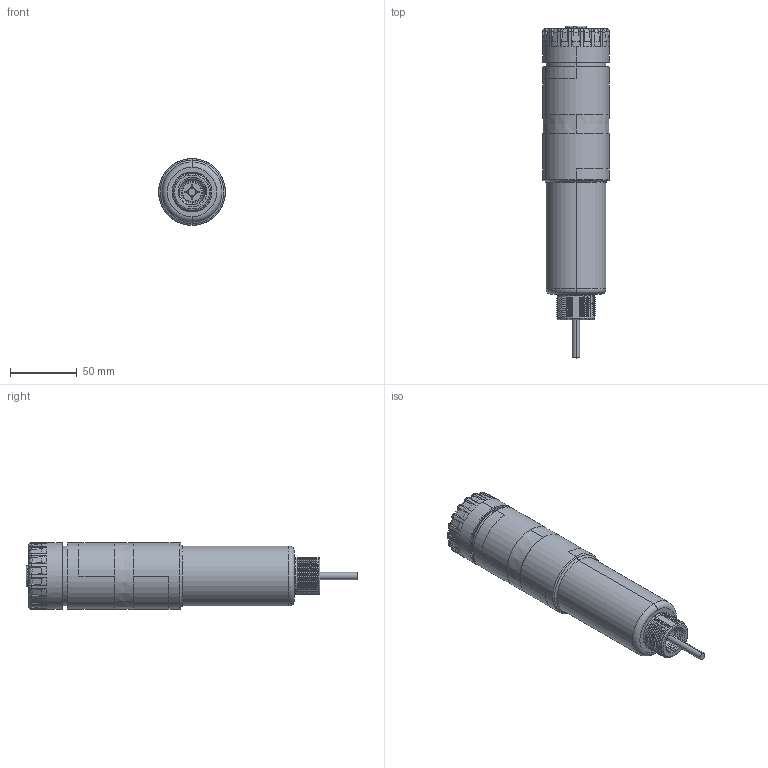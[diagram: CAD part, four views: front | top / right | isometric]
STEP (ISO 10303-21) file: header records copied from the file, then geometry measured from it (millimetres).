
FILE_DESCRIPTION((''),'2;1');
FILE_NAME('168253_SM01_ASM','2023-07-06T11:59:26',('banengservice'),('BANNER ENGINEERING'),'CREO PARAMETRIC BY PTC INC, 2022414','CREO PARAMETRIC BY PTC INC, 2022414','');
FILE_SCHEMA(('CONFIG_CONTROL_DESIGN'));
Length unit declared in the file: inch
Products named in the file (3): 168253_EP01; CABLE_215; 168253_SM01_ASM
Assembly tree (2 placements, depth 2):
  168253_SM01_ASM
    168253_EP01
    CABLE_215
Bounding box: 50 x 249.03 x 50 mm (x, y, z)
Volume: 364951 mm3; surface area: 40473.8 mm2
Topology: 2 solids, 2 shells, 775 faces, 1968 edges, 1224 vertices
Faces by surface type: cylinder 307, torus 162, plane 146, bspline 136, cone 24
Entity records: 36807 total; most frequent: CARTESIAN_POINT 18683, ORIENTED_EDGE 3936, DIRECTION 3671, EDGE_CURVE 1968, AXIS2_PLACEMENT_3D 1506, VERTEX_POINT 1224, CIRCLE 862, EDGE_LOOP 810
